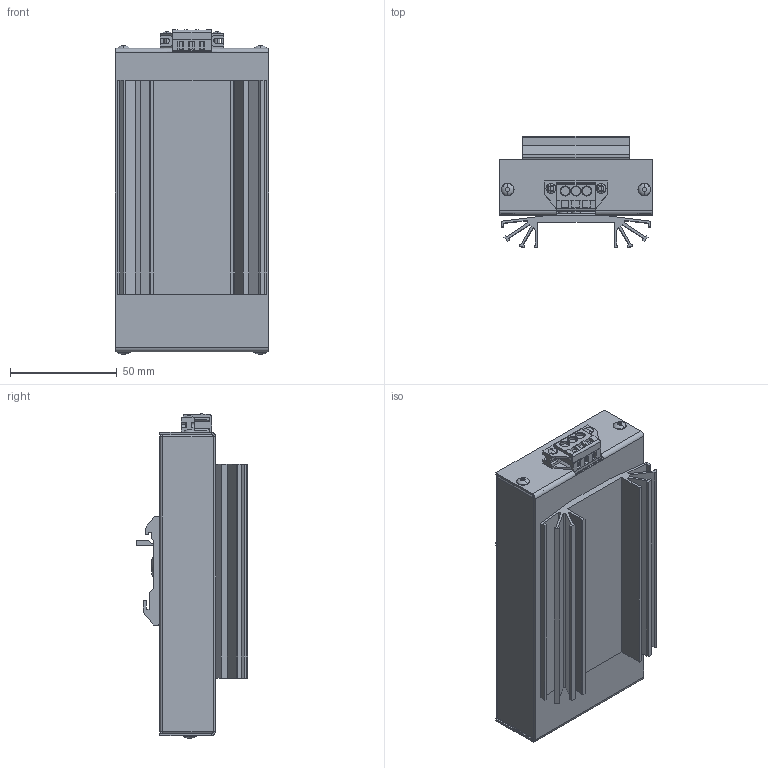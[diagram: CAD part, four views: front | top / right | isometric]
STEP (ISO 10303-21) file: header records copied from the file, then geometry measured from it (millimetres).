
FILE_DESCRIPTION (( 'STEP AP214' ), '1' );
FILE_NAME ('Lm-therm_DK + Schnapp.STEP', '2020-10-14T08:08:48', ( '' ), ( '' ), 'SwSTEP 2.0', 'SolidWorks 2019', '' );
FILE_SCHEMA (( 'AUTOMOTIVE_DESIGN' ));
Length unit declared in the file: millimetre
Products named in the file (9): INT40.0007_A3_KKLMtherm; Niete3,2x6; INT40.0010_A0_RWlm; BlNi4,8x12_Blindnieten 4,8x12 Flachrundkopf AL.ST Maxigrip KB2,5-6,5; Wago 761-133; Niete2,4x12; Lm-therm_DK + Schnapp; INT40.0009_A3_VTLm-DK; Schnappbefestigung_PVC
Assembly tree (13 placements, depth 2):
  Lm-therm_DK + Schnapp
    INT40.0007_A3_KKLMtherm
    INT40.0009_A3_VTLm-DK
    INT40.0010_A0_RWlm
    Schnappbefestigung_PVC
    BlNi4,8x12_Blindnieten 4,8x12 Flachrundkopf AL.ST Maxigrip KB2,5-6,5  x2
    Niete3,2x6  x4
    Wago 761-133
    Niete2,4x12  x2
Bounding box: 72 x 52 x 151.69 mm (x, y, z)
Volume: 74398.7 mm3; surface area: 106611.2 mm2
Topology: 13 solids, 13 shells, 528 faces, 1346 edges, 833 vertices
Faces by surface type: plane 337, cylinder 129, torus 48, bspline 8, cone 6
Entity records: 14801 total; most frequent: CARTESIAN_POINT 2874, ORIENTED_EDGE 2400, DIRECTION 2332, EDGE_CURVE 1200, VECTOR 962, LINE 962, VERTEX_POINT 759, AXIS2_PLACEMENT_3D 685
